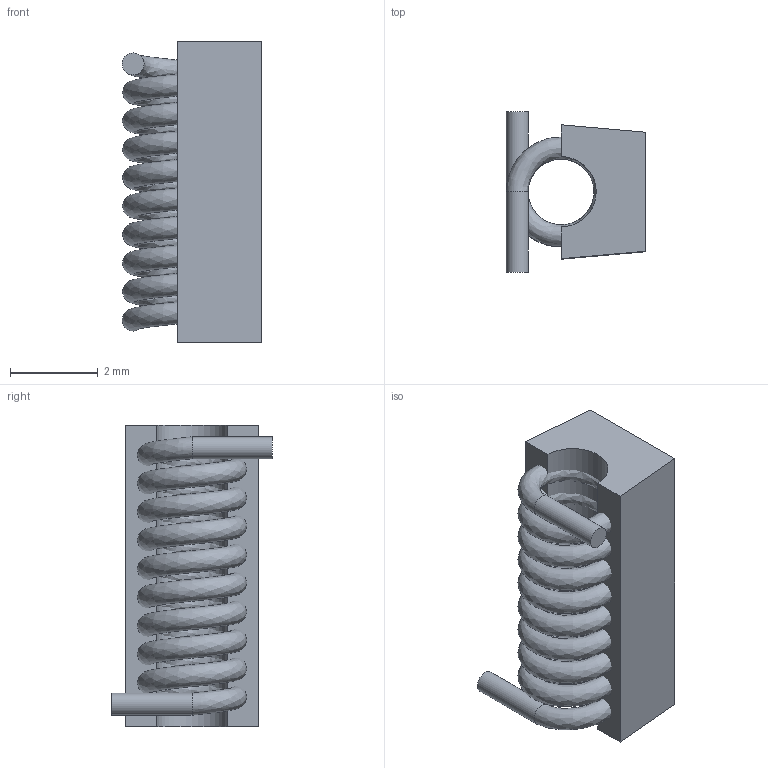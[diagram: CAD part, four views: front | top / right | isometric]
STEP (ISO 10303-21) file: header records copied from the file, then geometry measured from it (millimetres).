
FILE_DESCRIPTION( ( 'Unknown' ), '1' );
FILE_NAME( '3168_744914xxx.stp', 'Unknown', ( 'Unknown' ), ( 'Unknown' ), 'PSStep 17.0.49', 'Unknown', ' ' );
FILE_SCHEMA( ( 'AUTOMOTIVE_DESIGN { 1 0 10303 214 1 1 1 1 }' ) );
Length unit declared in the file: millimetre
Products named in the file (3): Assem1; coil; cap
Assembly tree (2 placements, depth 2):
  Assem1
    coil
    cap
Bounding box: 3.18 x 3.66 x 6.86 mm (x, y, z)
Volume: 43.1 mm3; surface area: 177 mm2
Topology: 2 solids, 2 shells, 13 faces, 25 edges, 16 vertices
Faces by surface type: plane 9, cylinder 3, bspline 1
Full cylindrical faces by diameter (mm): 0.5 x2
Entity records: 1230 total; most frequent: CARTESIAN_POINT 816, DIRECTION 58, ORIENTED_EDGE 44, EDGE_CURVE 22, AXIS2_PLACEMENT_3D 21, FACE_OUTER_BOUND 16, EDGE_LOOP 16, VERTEX_POINT 16
